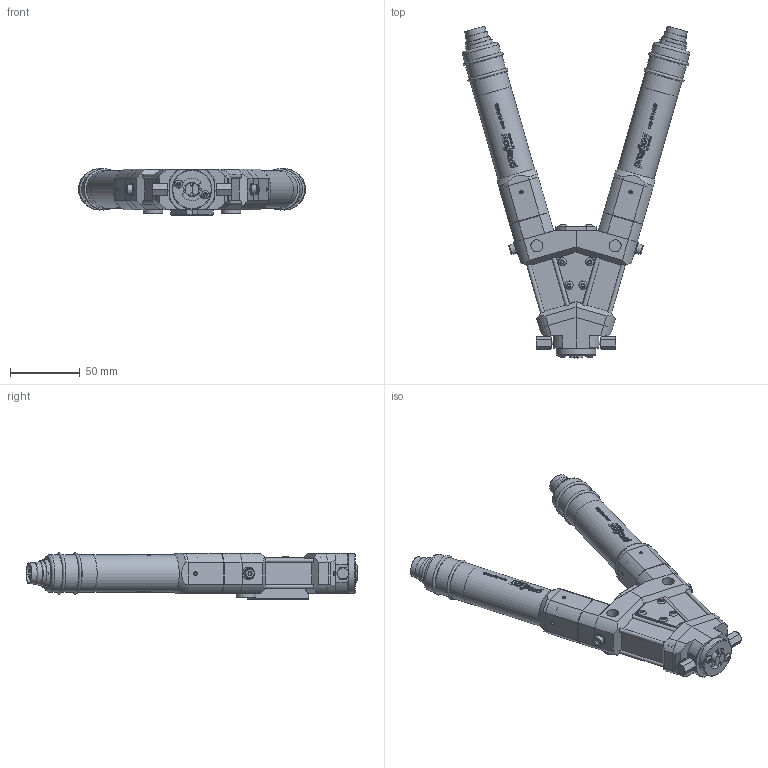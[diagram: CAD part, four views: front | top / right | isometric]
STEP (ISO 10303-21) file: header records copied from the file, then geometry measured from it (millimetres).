
FILE_DESCRIPTION (( 'STEP AP203' ), '1' );
FILE_NAME ('step - 20639 - 05.05.2021.STEP', '2021-05-05T10:44:54', ( '' ), ( '' ), 'SwSTEP 2.0', 'SolidWorks 2020', '' );
FILE_SCHEMA (( 'CONFIG_CONTROL_DESIGN' ));
Length unit declared in the file: millimetre
Products named in the file (27): 130067_20569 schwarz; 20492_20072 - eco-PEN450; 20364_rot eloxiert; step - 20639 - 05.05.2021; 20363_blau; Washer DIN 125 - A 4.3; 130061_130061; 20059_20059 ; 20592; DIN 914 - M3 x 5-C-5_DIN 914 - M3 x 5-C-5; 20359_schwarz; 20369; 20571_20571 schwarz; 20360_Blau; DIN 912 M4 x 8 --- 8C; 20391; 20372; 20371_farblos; 130708; 20361_139367; ISO 7380 - M3 x 8 --- 8C_ISO 7380 - M3 x 8 --- 8C; 20365_blau; 20832; 20493; DIN 912 M3 x 8 --- 8C_DIN 912 M3 x 8 --- 8C; DIN 912 M3 x 65 --- 18C_DIN 912 M3 x 65 --- 18C; 21076
Assembly tree (53 placements, depth 4):
  step - 20639 - 05.05.2021
    20372
      20360_Blau  x2
      20571_20571 schwarz  x2
        130067_20569 schwarz
        DIN 914 - M3 x 5-C-5_DIN 914 - M3 x 5-C-5
        20359_schwarz
      20363_blau
      20364_rot eloxiert
      20365_blau
      20369  x2
      20371_farblos
      20361_139367  x2
      20592
      20391  x2
        21076
      DIN 912 M3 x 65 --- 18C_DIN 912 M3 x 65 --- 18C  x8
      DIN 912 M3 x 8 --- 8C_DIN 912 M3 x 8 --- 8C  x2
      ISO 7380 - M3 x 8 --- 8C_ISO 7380 - M3 x 8 --- 8C  x10
      Washer DIN 125 - A 4.3  x2
      DIN 912 M4 x 8 --- 8C  x2
    130708  x2
      20493
      130061_130061
      20059_20059 
      20832
      20492_20072 - eco-PEN450
Bounding box: 162.73 x 237.74 x 33.3 mm (x, y, z)
Volume: 211388.4 mm3; surface area: 125531.2 mm2
Topology: 57 solids, 57 shells, 1956 faces, 5527 edges, 3962 vertices
Faces by surface type: plane 895, cylinder 677, cone 256, torus 86, bspline 32, sphere 10
Full cylindrical faces by diameter (mm): 0.6 x28, 0.7 x28, 1 x28, 1.9 x6, 2 x8, 2.4 x2, 2.5 x28, 3 x44, 3.1 x4, 3.2 x4, 3.3 x26, 4 x4, 4.3 x2, 4.5 x2, 5.5 x18, 5.6 x14, 5.7 x10, 6 x4, 6.8 x1, 7 x2, 8 x2, 8.3 x2, 8.566 x2, 9 x2, 9.72 x2, 10 x1, 11 x2, 12 x2, 13 x4, 14 x2
Entity records: 35299 total; most frequent: CARTESIAN_POINT 9595, DIRECTION 4320, ORIENTED_EDGE 4290, EDGE_CURVE 2145, VERTEX_POINT 1784, AXIS2_PLACEMENT_3D 1739, EDGE_LOOP 1515, FACE_OUTER_BOUND 1118
